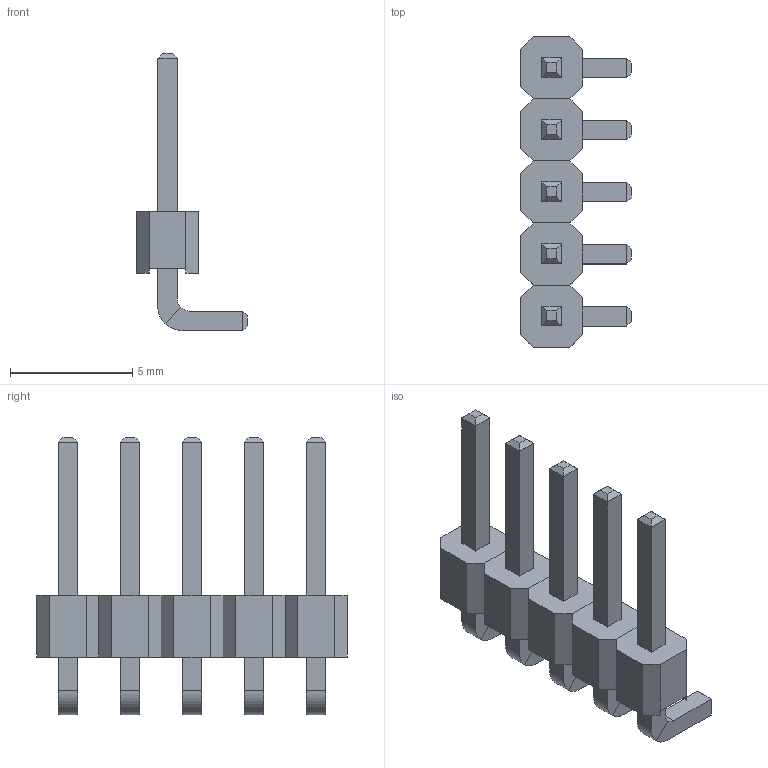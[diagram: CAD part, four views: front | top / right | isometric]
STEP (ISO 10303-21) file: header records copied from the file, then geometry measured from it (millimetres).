
FILE_DESCRIPTION(('FreeCAD Model'),'2;1');
FILE_NAME( '1x05_90.stp', '2015-04-12T20:58:28',('FreeCAD'),('FreeCAD'), 'Open CASCADE STEP processor 6.7','FreeCAD','Unknown');
FILE_SCHEMA(('AUTOMOTIVE_DESIGN_CC2 { 1 2 10303 214 -1 1 5 4 }'));
Length unit declared in the file: millimetre
Products named in the file (2): Array001; Array
Bounding box: 4.54 x 12.7 x 11.34 mm (x, y, z)
Volume: 108.1 mm3; surface area: 430.9 mm2
Topology: 10 solids, 10 shells, 190 faces, 450 edges, 280 vertices
Faces by surface type: plane 180, cylinder 10
Entity records: 11290 total; most frequent: CARTESIAN_POINT 1991, DIRECTION 1702, LINE 1220, VECTOR 1220, ORIENTED_EDGE 900, PCURVE 900, DEFINITIONAL_REPRESENTATION 900, EDGE_CURVE 450
